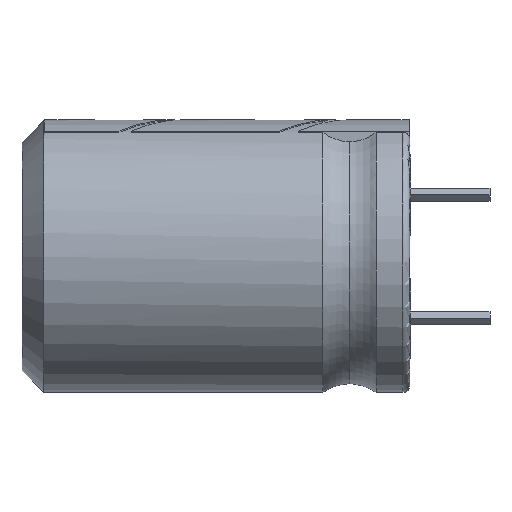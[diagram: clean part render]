
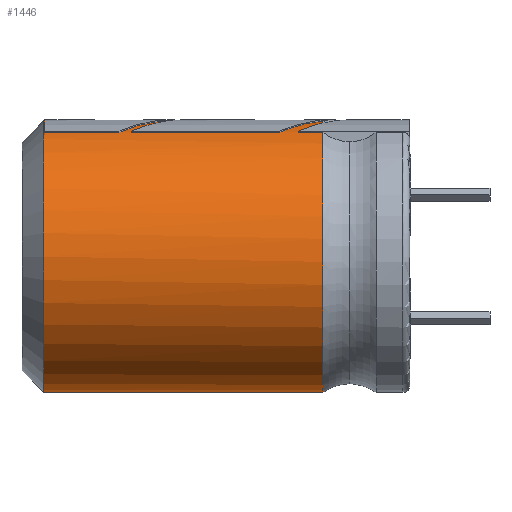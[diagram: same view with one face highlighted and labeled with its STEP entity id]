
A CAD part, left-side view. The second image highlights one B-rep face of the part: STEP entity #1446.
In plain terms, the highlighted cylindrical face has radius 11 mm (diameter 22 mm), a partial arc.
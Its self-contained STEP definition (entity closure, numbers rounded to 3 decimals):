
#47 = CARTESIAN_POINT ( 'NONE',  ( -2.442, 2.15, 10.726 ) ) ;
#50 = VERTEX_POINT ( 'NONE', #3807 ) ;
#219 = DIRECTION ( 'NONE',  ( 0., 1., 0. ) ) ;
#246 = VERTEX_POINT ( 'NONE', #6992 ) ;
#247 = ORIENTED_EDGE ( 'NONE', *, *, #8307, .T. ) ;
#433 = CARTESIAN_POINT ( 'NONE',  ( -2.16, 3.368, 10.855 ) ) ;
#438 = EDGE_CURVE ( 'NONE', #9771, #246, #5622, .T. ) ;
#574 = VERTEX_POINT ( 'NONE', #4861 ) ;
#696 = LINE ( 'NONE', #12839, #13567 ) ;
#796 = VECTOR ( 'NONE', #7095, 1000. ) ;
#847 = CIRCLE ( 'NONE', #9117, 11. ) ;
#884 = LINE ( 'NONE', #8565, #13575 ) ;
#967 = ORIENTED_EDGE ( 'NONE', *, *, #12787, .T. ) ;
#1233 = CARTESIAN_POINT ( 'NONE',  ( 0., 13.208, 11. ) ) ;
#1293 = VERTEX_POINT ( 'NONE', #2146 ) ;
#1446 = ADVANCED_FACE ( 'NONE', ( #6329 ), #4145, .T. ) ;
#1453 = CARTESIAN_POINT ( 'NONE',  ( 0., 24.671, 0. ) ) ;
#1555 = VECTOR ( 'NONE', #12663, 1000. ) ;
#1649 = EDGE_CURVE ( 'NONE', #13029, #6149, #12914, .T. ) ;
#1660 = CARTESIAN_POINT ( 'NONE',  ( -4.463, 18.671, 10.054 ) ) ;
#1922 = CARTESIAN_POINT ( 'NONE',  ( -3.052, 16.26, 10.68 ) ) ;
#2027 = CARTESIAN_POINT ( 'NONE',  ( -3.812, 3.52, 10.343 ) ) ;
#2146 = CARTESIAN_POINT ( 'NONE',  ( -4.463, 24.671, 10.054 ) ) ;
#2268 = DIRECTION ( 'NONE',  ( 0., 0., 1. ) ) ;
#2492 = CARTESIAN_POINT ( 'NONE',  ( 0., 32.893, -11. ) ) ;
#2582 = DIRECTION ( 'NONE',  ( 1., 0., 0. ) ) ;
#2668 = ORIENTED_EDGE ( 'NONE', *, *, #7346, .T. ) ;
#3026 = CARTESIAN_POINT ( 'NONE',  ( -1.543, 15.751, 11. ) ) ;
#3216 = VERTEX_POINT ( 'NONE', #7236 ) ;
#3265 = CARTESIAN_POINT ( 'NONE',  ( -4.463, 32.893, 10.054 ) ) ;
#3291 = CARTESIAN_POINT ( 'NONE',  ( -4.463, 4.171, 10.054 ) ) ;
#3386 = LINE ( 'NONE', #2492, #7860 ) ;
#3441 = EDGE_LOOP ( 'NONE', ( #5217, #8922, #4040, #11905, #2668, #3511, #967, #8982, #13475, #11415, #12003, #247, #3517, #9224 ) ) ;
#3511 = ORIENTED_EDGE ( 'NONE', *, *, #6311, .T. ) ;
#3517 = ORIENTED_EDGE ( 'NONE', *, *, #10610, .T. ) ;
#3565 = VERTEX_POINT ( 'NONE', #14223 ) ;
#3807 = CARTESIAN_POINT ( 'NONE',  ( 0., 14.208, 11. ) ) ;
#4040 = ORIENTED_EDGE ( 'NONE', *, *, #5172, .T. ) ;
#4144 =( BOUNDED_CURVE ( )  B_SPLINE_CURVE ( 3, ( #7507, #1922, #6398, #1233 ),
 .UNSPECIFIED., .F., .T. ) 
 B_SPLINE_CURVE_WITH_KNOTS ( ( 4, 4 ),
 ( 1.153, 1.571 ),
 .UNSPECIFIED. ) 
 CURVE ( )  GEOMETRIC_REPRESENTATION_ITEM ( )  RATIONAL_B_SPLINE_CURVE ( ( 1., 0.986, 0.986, 1. ) ) 
 REPRESENTATION_ITEM ( '' )  );
#4145 = CYLINDRICAL_SURFACE ( 'NONE', #11064, 11. ) ;
#4411 = DIRECTION ( 'NONE',  ( 0., 0., 1. ) ) ;
#4861 = CARTESIAN_POINT ( 'NONE',  ( 0., 13.208, 11. ) ) ;
#4974 = CARTESIAN_POINT ( 'NONE',  ( 0., 32.893, 11. ) ) ;
#5018 = DIRECTION ( 'NONE',  ( 0., 1., 0. ) ) ;
#5092 =( BOUNDED_CURVE ( )  B_SPLINE_CURVE ( 3, ( #12632, #433, #11573, #10462 ),
 .UNSPECIFIED., .F., .F. ) 
 B_SPLINE_CURVE_WITH_KNOTS ( ( 4, 4 ),
 ( 4.798, 5.13 ),
 .UNSPECIFIED. ) 
 CURVE ( )  GEOMETRIC_REPRESENTATION_ITEM ( )  RATIONAL_B_SPLINE_CURVE ( ( 1., 0.991, 0.991, 1. ) ) 
 REPRESENTATION_ITEM ( '' )  );
#5172 = EDGE_CURVE ( 'NONE', #3565, #13029, #884, .T. ) ;
#5201 = DIRECTION ( 'NONE',  ( 0., 1., 0. ) ) ;
#5217 = ORIENTED_EDGE ( 'NONE', *, *, #12745, .F. ) ;
#5444 = CARTESIAN_POINT ( 'NONE',  ( 0., 24.758, 0. ) ) ;
#5622 = CIRCLE ( 'NONE', #11279, 11. ) ;
#5656 = CARTESIAN_POINT ( 'NONE',  ( 0., 24.671, 11. ) ) ;
#5957 = CARTESIAN_POINT ( 'NONE',  ( 0., 2.15, 0. ) ) ;
#6038 = DIRECTION ( 'NONE',  ( 0., 0., 1. ) ) ;
#6112 = EDGE_CURVE ( 'NONE', #3216, #574, #4144, .T. ) ;
#6149 = VERTEX_POINT ( 'NONE', #47 ) ;
#6306 = LINE ( 'NONE', #9428, #796 ) ;
#6311 = EDGE_CURVE ( 'NONE', #6425, #14081, #5092, .T. ) ;
#6329 = FACE_OUTER_BOUND ( 'NONE', #3441, .T. ) ;
#6398 = CARTESIAN_POINT ( 'NONE',  ( -1.543, 14.751, 11. ) ) ;
#6425 = VERTEX_POINT ( 'NONE', #13357 ) ;
#6479 = LINE ( 'NONE', #3265, #7397 ) ;
#6566 = CARTESIAN_POINT ( 'NONE',  ( 0., 24.758, -11. ) ) ;
#6962 = DIRECTION ( 'NONE',  ( 0., 1., 0. ) ) ;
#6992 = CARTESIAN_POINT ( 'NONE',  ( 0., 24.758, 11. ) ) ;
#7095 = DIRECTION ( 'NONE',  ( 0., 1., 0. ) ) ;
#7236 = CARTESIAN_POINT ( 'NONE',  ( -4.463, 17.671, 10.054 ) ) ;
#7346 = EDGE_CURVE ( 'NONE', #6149, #6425, #847, .T. ) ;
#7391 = DIRECTION ( 'NONE',  ( 0., 1., 0. ) ) ;
#7397 = VECTOR ( 'NONE', #12339, 1000. ) ;
#7507 = CARTESIAN_POINT ( 'NONE',  ( -4.463, 17.671, 10.054 ) ) ;
#7640 = VERTEX_POINT ( 'NONE', #5656 ) ;
#7791 = CARTESIAN_POINT ( 'NONE',  ( 0., 2.15, -11. ) ) ;
#7860 = VECTOR ( 'NONE', #6962, 1000. ) ;
#8307 = EDGE_CURVE ( 'NONE', #1293, #7640, #10044, .T. ) ;
#8565 = CARTESIAN_POINT ( 'NONE',  ( -4.463, 32.893, 10.054 ) ) ;
#8592 = CARTESIAN_POINT ( 'NONE',  ( -4.463, 4.171, 10.054 ) ) ;
#8622 = DIRECTION ( 'NONE',  ( 0., 1., 0. ) ) ;
#8922 = ORIENTED_EDGE ( 'NONE', *, *, #13568, .T. ) ;
#8979 = CARTESIAN_POINT ( 'NONE',  ( 0., 32.893, 0. ) ) ;
#8982 = ORIENTED_EDGE ( 'NONE', *, *, #6112, .T. ) ;
#8986 = DIRECTION ( 'NONE',  ( 0., 1., 0. ) ) ;
#9117 = AXIS2_PLACEMENT_3D ( 'NONE', #5957, #219, #6038 ) ;
#9178 = CIRCLE ( 'NONE', #12262, 11. ) ;
#9224 = ORIENTED_EDGE ( 'NONE', *, *, #438, .F. ) ;
#9272 = EDGE_CURVE ( 'NONE', #50, #14514, #14657, .T. ) ;
#9428 = CARTESIAN_POINT ( 'NONE',  ( -4.463, 32.893, 10.054 ) ) ;
#9598 = AXIS2_PLACEMENT_3D ( 'NONE', #1453, #5018, #2582 ) ;
#9707 = CARTESIAN_POINT ( 'NONE',  ( 0., 2.15, 0. ) ) ;
#9771 = VERTEX_POINT ( 'NONE', #6566 ) ;
#9805 = DIRECTION ( 'NONE',  ( 0., 0., 1. ) ) ;
#9845 = CARTESIAN_POINT ( 'NONE',  ( -3.136, 2.844, 10.567 ) ) ;
#9855 = CARTESIAN_POINT ( 'NONE',  ( -4.463, 18.671, 10.054 ) ) ;
#10044 = CIRCLE ( 'NONE', #9598, 11. ) ;
#10462 = CARTESIAN_POINT ( 'NONE',  ( -4.463, 5.671, 10.054 ) ) ;
#10610 = EDGE_CURVE ( 'NONE', #7640, #246, #10694, .T. ) ;
#10694 = LINE ( 'NONE', #4974, #1555 ) ;
#11064 = AXIS2_PLACEMENT_3D ( 'NONE', #8979, #8622, #9805 ) ;
#11279 = AXIS2_PLACEMENT_3D ( 'NONE', #5444, #8986, #2268 ) ;
#11415 = ORIENTED_EDGE ( 'NONE', *, *, #9272, .T. ) ;
#11571 = CARTESIAN_POINT ( 'NONE',  ( -3.052, 17.26, 10.68 ) ) ;
#11573 = CARTESIAN_POINT ( 'NONE',  ( -3.345, 4.553, 10.55 ) ) ;
#11905 = ORIENTED_EDGE ( 'NONE', *, *, #1649, .T. ) ;
#12003 = ORIENTED_EDGE ( 'NONE', *, *, #13213, .T. ) ;
#12262 = AXIS2_PLACEMENT_3D ( 'NONE', #9707, #14256, #4411 ) ;
#12339 = DIRECTION ( 'NONE',  ( 0., 1., 0. ) ) ;
#12632 = CARTESIAN_POINT ( 'NONE',  ( -0.942, 2.15, 10.96 ) ) ;
#12663 = DIRECTION ( 'NONE',  ( 0., 1., 0. ) ) ;
#12745 = EDGE_CURVE ( 'NONE', #13212, #9771, #3386, .T. ) ;
#12787 = EDGE_CURVE ( 'NONE', #14081, #3216, #6306, .T. ) ;
#12839 = CARTESIAN_POINT ( 'NONE',  ( 0., 32.893, 11. ) ) ;
#12848 = EDGE_CURVE ( 'NONE', #574, #50, #696, .T. ) ;
#12914 =( BOUNDED_CURVE ( )  B_SPLINE_CURVE ( 3, ( #3291, #2027, #9845, #14401 ),
 .UNSPECIFIED., .F., .T. ) 
 B_SPLINE_CURVE_WITH_KNOTS ( ( 4, 4 ),
 ( 1.153, 1.347 ),
 .UNSPECIFIED. ) 
 CURVE ( )  GEOMETRIC_REPRESENTATION_ITEM ( )  RATIONAL_B_SPLINE_CURVE ( ( 1., 0.997, 0.997, 1. ) ) 
 REPRESENTATION_ITEM ( '' )  );
#13029 = VERTEX_POINT ( 'NONE', #8592 ) ;
#13212 = VERTEX_POINT ( 'NONE', #7791 ) ;
#13213 = EDGE_CURVE ( 'NONE', #14514, #1293, #6479, .T. ) ;
#13218 = CARTESIAN_POINT ( 'NONE',  ( 0., 14.208, 11. ) ) ;
#13357 = CARTESIAN_POINT ( 'NONE',  ( -0.942, 2.15, 10.96 ) ) ;
#13475 = ORIENTED_EDGE ( 'NONE', *, *, #12848, .T. ) ;
#13567 = VECTOR ( 'NONE', #7391, 1000. ) ;
#13568 = EDGE_CURVE ( 'NONE', #13212, #3565, #9178, .T. ) ;
#13575 = VECTOR ( 'NONE', #5201, 1000. ) ;
#13586 = CARTESIAN_POINT ( 'NONE',  ( -4.463, 5.671, 10.054 ) ) ;
#14081 = VERTEX_POINT ( 'NONE', #13586 ) ;
#14223 = CARTESIAN_POINT ( 'NONE',  ( -4.463, 2.15, 10.054 ) ) ;
#14256 = DIRECTION ( 'NONE',  ( 0., 1., 0. ) ) ;
#14401 = CARTESIAN_POINT ( 'NONE',  ( -2.442, 2.15, 10.726 ) ) ;
#14514 = VERTEX_POINT ( 'NONE', #1660 ) ;
#14657 =( BOUNDED_CURVE ( )  B_SPLINE_CURVE ( 3, ( #13218, #3026, #11571, #9855 ),
 .UNSPECIFIED., .F., .F. ) 
 B_SPLINE_CURVE_WITH_KNOTS ( ( 4, 4 ),
 ( 4.712, 5.13 ),
 .UNSPECIFIED. ) 
 CURVE ( )  GEOMETRIC_REPRESENTATION_ITEM ( )  RATIONAL_B_SPLINE_CURVE ( ( 1., 0.986, 0.986, 1. ) ) 
 REPRESENTATION_ITEM ( '' )  );
